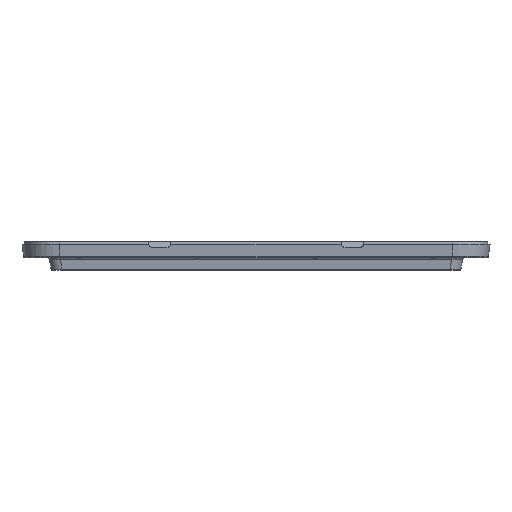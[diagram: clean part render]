
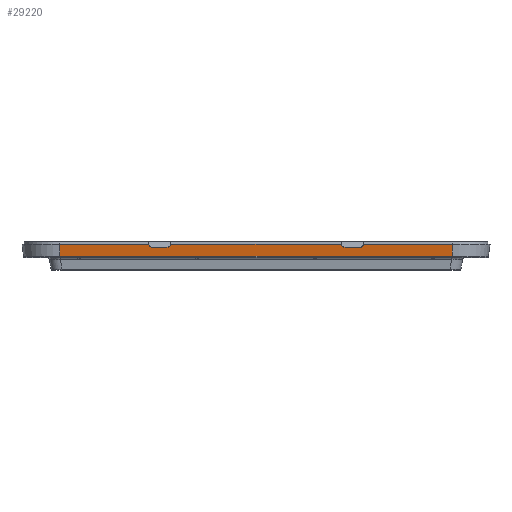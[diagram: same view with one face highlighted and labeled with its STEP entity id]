
A CAD part, left-side view. The second image highlights one B-rep face of the part: STEP entity #29220.
In plain terms, the highlighted planar face has unit normal (-0.99, 0, -0.139).
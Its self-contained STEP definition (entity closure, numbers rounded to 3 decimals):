
#7150=DIRECTION('',(0.,-1.,0.));
#7151=VECTOR('',#7150,34.064);
#7152=CARTESIAN_POINT('',(-89.354,75.,-1.));
#7153=LINE('',#7152,#7151);
#7154=DIRECTION('',(0.137,-0.172,-0.976));
#7155=VECTOR('',#7154,0.178);
#7156=CARTESIAN_POINT('',(-89.354,40.936,-1.));
#7157=LINE('',#7156,#7155);
#7158=CARTESIAN_POINT('',(-89.33,40.906,
-1.174));
#7159=CARTESIAN_POINT('',(-89.292,40.857,
-1.448));
#7160=CARTESIAN_POINT('',(-89.241,40.6,
-1.806));
#7161=CARTESIAN_POINT('',(-89.214,40.202,-2.));
#7162=CARTESIAN_POINT('',(-89.214,39.921,-2.));
#7164=DIRECTION('',(0.,-1.,0.));
#7165=VECTOR('',#7164,6.322);
#7166=CARTESIAN_POINT('',(-89.214,39.921,-2.));
#7167=LINE('',#7166,#7165);
#7168=CARTESIAN_POINT('',(-89.214,33.599,-2.));
#7169=CARTESIAN_POINT('',(-89.214,33.318,-2.));
#7170=CARTESIAN_POINT('',(-89.241,32.92,
-1.806));
#7171=CARTESIAN_POINT('',(-89.292,32.663,
-1.448));
#7172=CARTESIAN_POINT('',(-89.33,32.614,
-1.174));
#7174=DIRECTION('',(-0.137,-0.172,0.976));
#7175=VECTOR('',#7174,0.178);
#7176=CARTESIAN_POINT('',(-89.33,32.614,
-1.174));
#7177=LINE('',#7176,#7175);
#7178=DIRECTION('',(0.,-1.,0.));
#7179=VECTOR('',#7178,65.167);
#7180=CARTESIAN_POINT('',(-89.354,32.584,-1.));
#7181=LINE('',#7180,#7179);
#7182=DIRECTION('',(0.137,-0.172,-0.976));
#7183=VECTOR('',#7182,0.178);
#7184=CARTESIAN_POINT('',(-89.354,-32.584,-1.));
#7185=LINE('',#7184,#7183);
#7186=CARTESIAN_POINT('',(-89.33,-32.614,
-1.174));
#7187=CARTESIAN_POINT('',(-89.292,-32.663,
-1.448));
#7188=CARTESIAN_POINT('',(-89.241,-32.92,
-1.806));
#7189=CARTESIAN_POINT('',(-89.214,-33.318,-2.));
#7190=CARTESIAN_POINT('',(-89.214,-33.599,-2.));
#7192=DIRECTION('',(0.,-1.,0.));
#7193=VECTOR('',#7192,6.322);
#7194=CARTESIAN_POINT('',(-89.214,-33.599,-2.));
#7195=LINE('',#7194,#7193);
#7196=CARTESIAN_POINT('',(-89.214,-39.921,-2.));
#7197=CARTESIAN_POINT('',(-89.214,-40.202,-2.));
#7198=CARTESIAN_POINT('',(-89.241,-40.6,
-1.806));
#7199=CARTESIAN_POINT('',(-89.292,-40.857,
-1.448));
#7200=CARTESIAN_POINT('',(-89.33,-40.906,
-1.174));
#7202=DIRECTION('',(0.,-1.,0.));
#7203=VECTOR('',#7202,34.064);
#7204=CARTESIAN_POINT('',(-89.354,-40.936,
-1.));
#7205=LINE('',#7204,#7203);
#7210=DIRECTION('',(-0.139,0.,0.99));
#7211=VECTOR('',#7210,4.614);
#7212=CARTESIAN_POINT('',(-88.712,-75.,
-5.57));
#7213=LINE('',#7212,#7211);
#7390=DIRECTION('',(0.139,0.,-0.99));
#7391=VECTOR('',#7390,4.614);
#7392=CARTESIAN_POINT('',(-89.354,75.,-1.));
#7393=LINE('',#7392,#7391);
#7417=DIRECTION('',(0.,-1.,0.));
#7418=VECTOR('',#7417,150.);
#7419=CARTESIAN_POINT('',(-88.712,75.,-5.57));
#7420=LINE('',#7419,#7418);
#12142=DIRECTION('',(0.137,0.172,-0.976));
#12143=VECTOR('',#12142,0.178);
#12144=CARTESIAN_POINT('',(-89.354,-40.936,
-1.));
#12145=LINE('',#12144,#12143);
#18208=CARTESIAN_POINT('',(-89.354,-40.936,
-1.));
#18209=CARTESIAN_POINT('',(-89.354,-75.,
-1.));
#18210=VERTEX_POINT('',#18208);
#18211=VERTEX_POINT('',#18209);
#18220=CARTESIAN_POINT('',(-88.712,-75.,
-5.57));
#18221=VERTEX_POINT('',#18220);
#18222=CARTESIAN_POINT('',(-88.712,75.,-5.57));
#18223=VERTEX_POINT('',#18222);
#18224=CARTESIAN_POINT('',(-89.354,75.,-1.));
#18225=VERTEX_POINT('',#18224);
#18226=CARTESIAN_POINT('',(-89.354,40.936,-1.));
#18227=VERTEX_POINT('',#18226);
#18228=CARTESIAN_POINT('',(-89.33,40.906,
-1.174));
#18229=VERTEX_POINT('',#18228);
#18230=VERTEX_POINT('',#7162);
#18231=CARTESIAN_POINT('',(-89.214,33.599,-2.));
#18232=VERTEX_POINT('',#18231);
#18233=VERTEX_POINT('',#7172);
#18234=CARTESIAN_POINT('',(-89.354,32.584,-1.));
#18235=VERTEX_POINT('',#18234);
#18236=CARTESIAN_POINT('',(-89.354,-32.584,-1.));
#18237=VERTEX_POINT('',#18236);
#18238=CARTESIAN_POINT('',(-89.33,-32.614,
-1.174));
#18239=VERTEX_POINT('',#18238);
#18240=VERTEX_POINT('',#7190);
#18241=CARTESIAN_POINT('',(-89.214,-39.921,-2.));
#18242=VERTEX_POINT('',#18241);
#18243=VERTEX_POINT('',#7200);
#29182=CARTESIAN_POINT('',(-89.033,0.,-3.285));
#29183=DIRECTION('',(0.99,0.,0.139));
#29184=DIRECTION('',(0.,-1.,0.));
#29185=AXIS2_PLACEMENT_3D('',#29182,#29183,#29184);
#29186=PLANE('',#29185);
#29188=ORIENTED_EDGE('',*,*,#29187,.F.);
#29190=ORIENTED_EDGE('',*,*,#29189,.F.);
#29192=ORIENTED_EDGE('',*,*,#29191,.F.);
#29194=ORIENTED_EDGE('',*,*,#29193,.T.);
#29196=ORIENTED_EDGE('',*,*,#29195,.T.);
#29198=ORIENTED_EDGE('',*,*,#29197,.T.);
#29200=ORIENTED_EDGE('',*,*,#29199,.T.);
#29202=ORIENTED_EDGE('',*,*,#29201,.T.);
#29204=ORIENTED_EDGE('',*,*,#29203,.T.);
#29206=ORIENTED_EDGE('',*,*,#29205,.T.);
#29208=ORIENTED_EDGE('',*,*,#29207,.T.);
#29210=ORIENTED_EDGE('',*,*,#29209,.T.);
#29212=ORIENTED_EDGE('',*,*,#29211,.T.);
#29214=ORIENTED_EDGE('',*,*,#29213,.T.);
#29216=ORIENTED_EDGE('',*,*,#29215,.F.);
#29217=ORIENTED_EDGE('',*,*,#29164,.T.);
#29218=EDGE_LOOP('',(#29188,#29190,#29192,#29194,#29196,#29198,#29200,#29202,
#29204,#29206,#29208,#29210,#29212,#29214,#29216,#29217));
#29219=FACE_OUTER_BOUND('',#29218,.F.);
#29220=ADVANCED_FACE('',(#29219),#29186,.F.);
#7163=B_SPLINE_CURVE_WITH_KNOTS('',3,(#7158,#7159,#7160,#7161,#7162),
.UNSPECIFIED.,.F.,.F.,(4,1,4),(0.,0.5,1.),.UNSPECIFIED.);
#7173=B_SPLINE_CURVE_WITH_KNOTS('',3,(#7168,#7169,#7170,#7171,#7172),
.UNSPECIFIED.,.F.,.F.,(4,1,4),(0.,0.5,1.),.UNSPECIFIED.);
#7191=B_SPLINE_CURVE_WITH_KNOTS('',3,(#7186,#7187,#7188,#7189,#7190),
.UNSPECIFIED.,.F.,.F.,(4,1,4),(0.,0.5,1.),.UNSPECIFIED.);
#7201=B_SPLINE_CURVE_WITH_KNOTS('',3,(#7196,#7197,#7198,#7199,#7200),
.UNSPECIFIED.,.F.,.F.,(4,1,4),(0.,0.5,1.),.UNSPECIFIED.);
#29164=EDGE_CURVE('',#18210,#18211,#7205,.T.);
#29187=EDGE_CURVE('',#18221,#18211,#7213,.T.);
#29189=EDGE_CURVE('',#18223,#18221,#7420,.T.);
#29191=EDGE_CURVE('',#18225,#18223,#7393,.T.);
#29193=EDGE_CURVE('',#18225,#18227,#7153,.T.);
#29195=EDGE_CURVE('',#18227,#18229,#7157,.T.);
#29197=EDGE_CURVE('',#18229,#18230,#7163,.T.);
#29199=EDGE_CURVE('',#18230,#18232,#7167,.T.);
#29201=EDGE_CURVE('',#18232,#18233,#7173,.T.);
#29203=EDGE_CURVE('',#18233,#18235,#7177,.T.);
#29205=EDGE_CURVE('',#18235,#18237,#7181,.T.);
#29207=EDGE_CURVE('',#18237,#18239,#7185,.T.);
#29209=EDGE_CURVE('',#18239,#18240,#7191,.T.);
#29211=EDGE_CURVE('',#18240,#18242,#7195,.T.);
#29213=EDGE_CURVE('',#18242,#18243,#7201,.T.);
#29215=EDGE_CURVE('',#18210,#18243,#12145,.T.);
